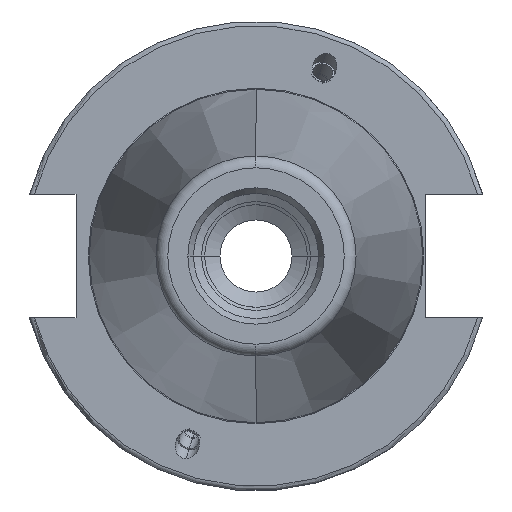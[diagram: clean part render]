
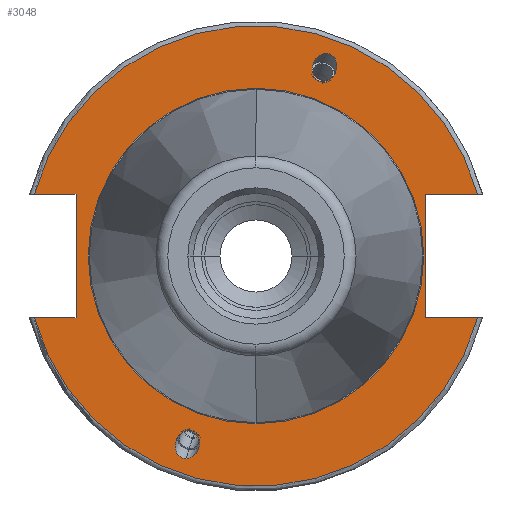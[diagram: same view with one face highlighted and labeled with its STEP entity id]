
A CAD part, left-side view. The second image highlights one B-rep face of the part: STEP entity #3048.
In plain terms, the highlighted planar face has unit normal (-1, 0, 0).
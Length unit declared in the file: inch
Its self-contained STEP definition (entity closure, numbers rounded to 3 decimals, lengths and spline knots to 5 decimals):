
#720=DIRECTION('',(0.,-1.,0.));
#721=VECTOR('',#720,0.34394);
#722=CARTESIAN_POINT('',(0.125,1.8282,-0.51));
#723=LINE('',#722,#721);
#724=DIRECTION('',(0.,0.,-1.));
#725=VECTOR('',#724,1.02);
#726=CARTESIAN_POINT('',(0.125,1.48425,0.51));
#727=LINE('',#726,#725);
#728=DIRECTION('',(0.,-1.,0.));
#729=VECTOR('',#728,0.34394);
#730=CARTESIAN_POINT('',(0.125,1.8282,0.51));
#731=LINE('',#730,#729);
#732=DIRECTION('',(0.,1.,0.));
#733=VECTOR('',#732,0.43056);
#734=CARTESIAN_POINT('',(0.125,-1.8282,0.51));
#735=LINE('',#734,#733);
#736=DIRECTION('',(0.,0.,-1.));
#737=VECTOR('',#736,1.02);
#738=CARTESIAN_POINT('',(0.125,-1.39764,0.51));
#739=LINE('',#738,#737);
#740=DIRECTION('',(0.,1.,0.));
#741=VECTOR('',#740,0.43056);
#742=CARTESIAN_POINT('',(0.125,-1.8282,-0.51));
#743=LINE('',#742,#741);
#744=CARTESIAN_POINT('',(0.125,0.,0.));
#745=DIRECTION('',(1.,0.,0.));
#746=DIRECTION('',(0.,0.,1.));
#747=AXIS2_PLACEMENT_3D('',#744,#745,#746);
#749=CARTESIAN_POINT('',(0.125,0.,0.));
#750=DIRECTION('',(1.,0.,0.));
#751=DIRECTION('',(0.,0.,-1.));
#752=AXIS2_PLACEMENT_3D('',#749,#750,#751);
#754=CARTESIAN_POINT('',(0.125,0.5785,-1.67164));
#755=CARTESIAN_POINT('',(0.125,0.56667,-1.67164));
#756=CARTESIAN_POINT('',(0.125,0.54056,-1.66659));
#757=CARTESIAN_POINT('',(0.125,0.50189,-1.6397));
#758=CARTESIAN_POINT('',(0.125,0.47425,-1.59741));
#759=CARTESIAN_POINT('',(0.125,0.46303,-1.55382));
#760=CARTESIAN_POINT('',(0.125,0.46466,-1.51024));
#761=CARTESIAN_POINT('',(0.125,0.483,-1.46794));
#762=CARTESIAN_POINT('',(0.125,0.51576,-1.44106));
#763=CARTESIAN_POINT('',(0.125,0.54076,-1.436));
#764=CARTESIAN_POINT('',(0.125,0.55259,-1.436));
#766=CARTESIAN_POINT('',(0.125,0.55259,-1.436));
#767=CARTESIAN_POINT('',(0.125,0.56442,-1.436));
#768=CARTESIAN_POINT('',(0.125,0.59053,-1.44106));
#769=CARTESIAN_POINT('',(0.125,0.6292,-1.46794));
#770=CARTESIAN_POINT('',(0.125,0.65684,-1.51024));
#771=CARTESIAN_POINT('',(0.125,0.66806,-1.55382));
#772=CARTESIAN_POINT('',(0.125,0.66643,-1.59741));
#773=CARTESIAN_POINT('',(0.125,0.64809,-1.6397));
#774=CARTESIAN_POINT('',(0.125,0.61533,-1.66659));
#775=CARTESIAN_POINT('',(0.125,0.59033,-1.67164));
#776=CARTESIAN_POINT('',(0.125,0.5785,-1.67164));
#778=CARTESIAN_POINT('',(0.125,-0.5785,1.67164));
#779=CARTESIAN_POINT('',(0.125,-0.56667,1.67164));
#780=CARTESIAN_POINT('',(0.125,-0.54056,1.66659));
#781=CARTESIAN_POINT('',(0.125,-0.50189,1.6397));
#782=CARTESIAN_POINT('',(0.125,-0.47425,1.59741));
#783=CARTESIAN_POINT('',(0.125,-0.46303,1.55382));
#784=CARTESIAN_POINT('',(0.125,-0.46466,1.51024));
#785=CARTESIAN_POINT('',(0.125,-0.483,1.46794));
#786=CARTESIAN_POINT('',(0.125,-0.51576,1.44106));
#787=CARTESIAN_POINT('',(0.125,-0.54076,1.436));
#788=CARTESIAN_POINT('',(0.125,-0.55259,1.436));
#790=CARTESIAN_POINT('',(0.125,-0.55259,1.436));
#791=CARTESIAN_POINT('',(0.125,-0.56442,1.436));
#792=CARTESIAN_POINT('',(0.125,-0.59053,1.44106));
#793=CARTESIAN_POINT('',(0.125,-0.6292,1.46794));
#794=CARTESIAN_POINT('',(0.125,-0.65684,1.51024));
#795=CARTESIAN_POINT('',(0.125,-0.66806,1.55382));
#796=CARTESIAN_POINT('',(0.125,-0.66643,1.59741));
#797=CARTESIAN_POINT('',(0.125,-0.64809,1.6397));
#798=CARTESIAN_POINT('',(0.125,-0.61533,1.66659));
#799=CARTESIAN_POINT('',(0.125,-0.59033,1.67164));
#800=CARTESIAN_POINT('',(0.125,-0.5785,1.67164));
#807=CARTESIAN_POINT('',(0.125,0.,0.));
#808=DIRECTION('',(-1.,0.,0.));
#809=DIRECTION('',(0.,0.963,-0.269));
#810=AXIS2_PLACEMENT_3D('',#807,#808,#809);
#905=CARTESIAN_POINT('',(0.125,0.,0.));
#906=DIRECTION('',(-1.,0.,0.));
#907=DIRECTION('',(0.,-0.963,0.269));
#908=AXIS2_PLACEMENT_3D('',#905,#906,#907);
#1778=CARTESIAN_POINT('',(0.125,1.48425,0.51));
#1779=CARTESIAN_POINT('',(0.125,1.48425,-0.51));
#1780=VERTEX_POINT('',#1778);
#1781=VERTEX_POINT('',#1779);
#1800=CARTESIAN_POINT('',(0.125,-1.39764,0.51));
#1801=CARTESIAN_POINT('',(0.125,-1.39764,-0.51));
#1802=VERTEX_POINT('',#1800);
#1803=VERTEX_POINT('',#1801);
#1830=CARTESIAN_POINT('',(0.125,1.8282,-0.51));
#1831=CARTESIAN_POINT('',(0.125,-1.8282,-0.51));
#1832=VERTEX_POINT('',#1830);
#1833=VERTEX_POINT('',#1831);
#1838=CARTESIAN_POINT('',(0.125,-1.8282,0.51));
#1839=CARTESIAN_POINT('',(0.125,1.8282,0.51));
#1840=VERTEX_POINT('',#1838);
#1841=VERTEX_POINT('',#1839);
#1882=CARTESIAN_POINT('',(0.125,0.,1.383));
#1883=CARTESIAN_POINT('',(0.125,0.,-1.383));
#1884=VERTEX_POINT('',#1882);
#1885=VERTEX_POINT('',#1883);
#1912=VERTEX_POINT('',#754);
#1913=VERTEX_POINT('',#764);
#1926=VERTEX_POINT('',#778);
#1927=VERTEX_POINT('',#788);
#3008=CARTESIAN_POINT('',(0.125,0.,0.));
#3009=DIRECTION('',(1.,0.,0.));
#3010=DIRECTION('',(0.,0.,1.));
#3011=AXIS2_PLACEMENT_3D('',#3008,#3009,#3010);
#3012=PLANE('',#3011);
#3014=ORIENTED_EDGE('',*,*,#3013,.F.);
#3016=ORIENTED_EDGE('',*,*,#3015,.T.);
#3018=ORIENTED_EDGE('',*,*,#3017,.F.);
#3020=ORIENTED_EDGE('',*,*,#3019,.F.);
#3022=ORIENTED_EDGE('',*,*,#3021,.F.);
#3024=ORIENTED_EDGE('',*,*,#3023,.T.);
#3026=ORIENTED_EDGE('',*,*,#3025,.T.);
#3028=ORIENTED_EDGE('',*,*,#3027,.F.);
#3029=EDGE_LOOP('',(#3014,#3016,#3018,#3020,#3022,#3024,#3026,#3028));
#3030=FACE_OUTER_BOUND('',#3029,.F.);
#3032=ORIENTED_EDGE('',*,*,#3031,.F.);
#3034=ORIENTED_EDGE('',*,*,#3033,.F.);
#3035=EDGE_LOOP('',(#3032,#3034));
#3036=FACE_BOUND('',#3035,.F.);
#3037=ORIENTED_EDGE('',*,*,#2998,.T.);
#3039=ORIENTED_EDGE('',*,*,#3038,.T.);
#3040=EDGE_LOOP('',(#3037,#3039));
#3041=FACE_BOUND('',#3040,.F.);
#3043=ORIENTED_EDGE('',*,*,#3042,.T.);
#3045=ORIENTED_EDGE('',*,*,#3044,.T.);
#3046=EDGE_LOOP('',(#3043,#3045));
#3047=FACE_BOUND('',#3046,.F.);
#3048=ADVANCED_FACE('',(#3030,#3036,#3041,#3047),#3012,.F.);
#748=CIRCLE('',#747,1.383);
#753=CIRCLE('',#752,1.383);
#765=B_SPLINE_CURVE_WITH_KNOTS('',3,(#754,#755,#756,#757,#758,#759,#760,#761,
#762,#763,#764),.UNSPECIFIED.,.F.,.F.,(4,1,1,1,1,1,1,1,4),(0.,0.125,0.25,
0.375,0.5,0.625,0.75,0.875,1.),.UNSPECIFIED.);
#777=B_SPLINE_CURVE_WITH_KNOTS('',3,(#766,#767,#768,#769,#770,#771,#772,#773,
#774,#775,#776),.UNSPECIFIED.,.F.,.F.,(4,1,1,1,1,1,1,1,4),(0.,0.125,0.25,
0.375,0.5,0.625,0.75,0.875,1.),.UNSPECIFIED.);
#789=B_SPLINE_CURVE_WITH_KNOTS('',3,(#778,#779,#780,#781,#782,#783,#784,#785,
#786,#787,#788),.UNSPECIFIED.,.F.,.F.,(4,1,1,1,1,1,1,1,4),(0.,0.125,0.25,
0.375,0.5,0.625,0.75,0.875,1.),.UNSPECIFIED.);
#801=B_SPLINE_CURVE_WITH_KNOTS('',3,(#790,#791,#792,#793,#794,#795,#796,#797,
#798,#799,#800),.UNSPECIFIED.,.F.,.F.,(4,1,1,1,1,1,1,1,4),(0.,0.125,0.25,
0.375,0.5,0.625,0.75,0.875,1.),.UNSPECIFIED.);
#811=CIRCLE('',#810,1.898);
#909=CIRCLE('',#908,1.898);
#2998=EDGE_CURVE('',#1912,#1913,#765,.T.);
#3013=EDGE_CURVE('',#1832,#1833,#811,.T.);
#3015=EDGE_CURVE('',#1832,#1781,#723,.T.);
#3017=EDGE_CURVE('',#1780,#1781,#727,.T.);
#3019=EDGE_CURVE('',#1841,#1780,#731,.T.);
#3021=EDGE_CURVE('',#1840,#1841,#909,.T.);
#3023=EDGE_CURVE('',#1840,#1802,#735,.T.);
#3025=EDGE_CURVE('',#1802,#1803,#739,.T.);
#3027=EDGE_CURVE('',#1833,#1803,#743,.T.);
#3031=EDGE_CURVE('',#1884,#1885,#748,.T.);
#3033=EDGE_CURVE('',#1885,#1884,#753,.T.);
#3038=EDGE_CURVE('',#1913,#1912,#777,.T.);
#3042=EDGE_CURVE('',#1926,#1927,#789,.T.);
#3044=EDGE_CURVE('',#1927,#1926,#801,.T.);
